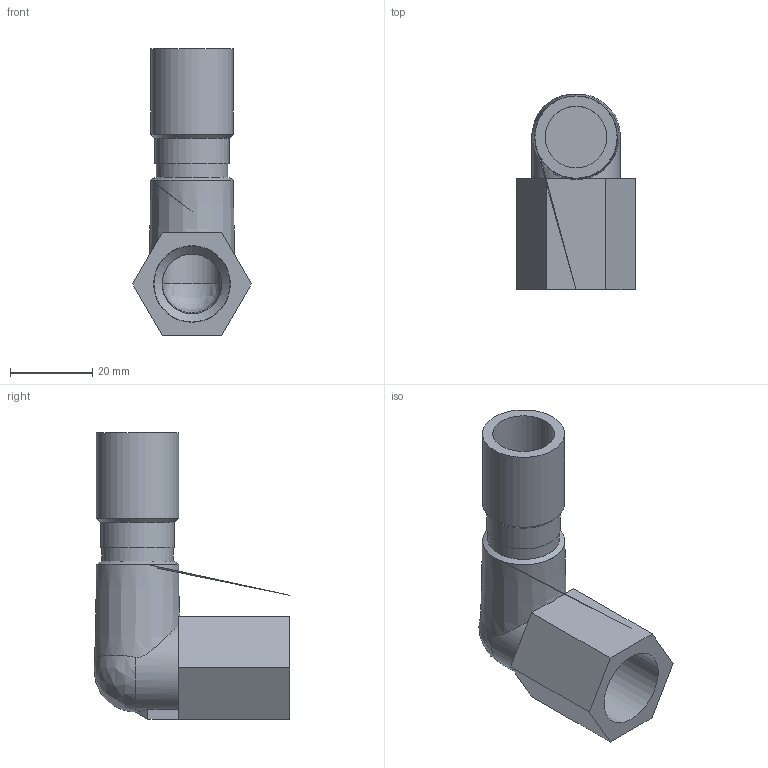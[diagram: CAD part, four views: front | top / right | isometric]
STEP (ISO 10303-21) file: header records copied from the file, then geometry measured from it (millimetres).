
FILE_DESCRIPTION( ( 'Unknown' ), '1' );
FILE_NAME( 'F7R1-2DN15.stp', 'Unknown', ( 'Unknown' ), ( 'Unknown' ), 'PSStep 14.0', 'Unknown', ' ' );
FILE_SCHEMA( ( 'AUTOMOTIVE_DESIGN { 1 0 10303 214 1 1 1 1 }' ) );
Length unit declared in the file: millimetre
Products named in the file (1): 1
Bounding box: 28.87 x 47.5 x 69.75 mm (x, y, z)
Volume: 19585.9 mm3; surface area: 11885.4 mm2
Topology: 1 solids, 1 shells, 40 faces, 99 edges, 64 vertices
Faces by surface type: plane 23, cylinder 11, cone 4, bspline 2
Full cylindrical faces by diameter (mm): 14.5 x2, 15 x1, 17.5 x1, 18 x1, 18.631 x2, 20 x1
Entity records: 1503 total; most frequent: CARTESIAN_POINT 329, DIRECTION 179, ORIENTED_EDGE 152, EDGE_CURVE 76, AXIS2_PLACEMENT_3D 70, VERTEX_POINT 58, EDGE_LOOP 57, FACE_OUTER_BOUND 48
